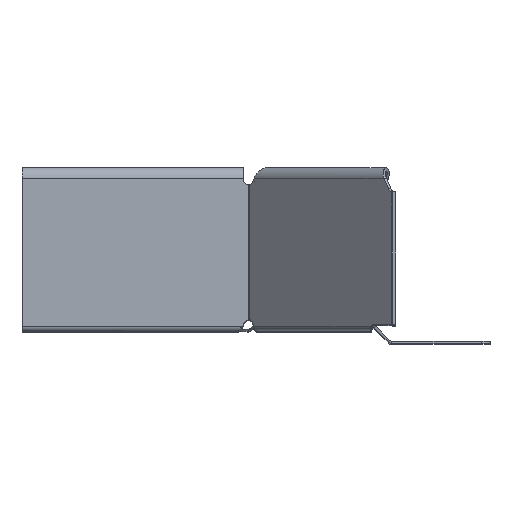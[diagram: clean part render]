
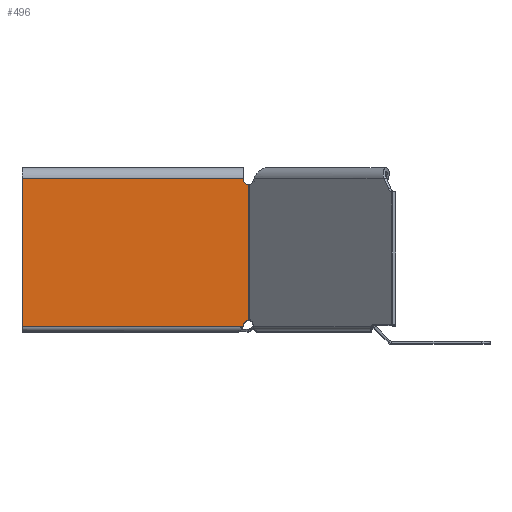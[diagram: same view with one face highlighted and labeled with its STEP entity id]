
A CAD part, top view. The second image highlights one B-rep face of the part: STEP entity #496.
In plain terms, the highlighted face is planar.
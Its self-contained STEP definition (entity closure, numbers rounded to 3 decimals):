
#45 = FACE_OUTER_BOUND ( 'NONE', #427, .T. ) ;
#98 = DIRECTION ( 'NONE',  ( 0., 1., 0. ) ) ;
#131 = EDGE_CURVE ( 'NONE', #2195, #1495, #1372, .T. ) ;
#239 = VERTEX_POINT ( 'NONE', #4463 ) ;
#280 = DIRECTION ( 'NONE',  ( 0., 1., 0. ) ) ;
#427 = EDGE_LOOP ( 'NONE', ( #3565, #2991, #460, #1877, #3103, #5422 ) ) ;
#460 = ORIENTED_EDGE ( 'NONE', *, *, #131, .T. ) ;
#479 = CARTESIAN_POINT ( 'NONE',  ( -206.54, 53.25, -6.75 ) ) ;
#489 = CARTESIAN_POINT ( 'NONE',  ( -79.35, 53.25, -6.75 ) ) ;
#496 = ADVANCED_FACE ( 'NONE', ( #45 ), #3005, .F. ) ;
#615 = DIRECTION ( 'NONE',  ( 0., 1., 0. ) ) ;
#655 = CARTESIAN_POINT ( 'NONE',  ( -206.54, 1.75, -6.75 ) ) ;
#775 = VECTOR ( 'NONE', #2371, 1000. ) ;
#819 = EDGE_CURVE ( 'NONE', #4408, #239, #1499, .T. ) ;
#857 = DIRECTION ( 'NONE',  ( 0., 0., 1. ) ) ;
#876 = VECTOR ( 'NONE', #1786, 1000. ) ;
#1213 = CARTESIAN_POINT ( 'NONE',  ( -79.35, 1.75, -6.75 ) ) ;
#1312 = CARTESIAN_POINT ( 'NONE',  ( -77.1, 53.25, -6.75 ) ) ;
#1372 = LINE ( 'NONE', #479, #876 ) ;
#1495 = VERTEX_POINT ( 'NONE', #2180 ) ;
#1499 = LINE ( 'NONE', #655, #775 ) ;
#1665 = CARTESIAN_POINT ( 'NONE',  ( -78.98, 51.031, -6.75 ) ) ;
#1786 = DIRECTION ( 'NONE',  ( 1., 0., 0. ) ) ;
#1877 = ORIENTED_EDGE ( 'NONE', *, *, #2432, .F. ) ;
#2024 = DIRECTION ( 'NONE',  ( 0., 0., -1. ) ) ;
#2138 = AXIS2_PLACEMENT_3D ( 'NONE', #4315, #857, #98 ) ;
#2180 = CARTESIAN_POINT ( 'NONE',  ( 0., 53.25, -6.75 ) ) ;
#2181 = AXIS2_PLACEMENT_3D ( 'NONE', #1213, #2024, #3761 ) ;
#2187 = CIRCLE ( 'NONE', #5402, 2.25 ) ;
#2195 = VERTEX_POINT ( 'NONE', #1312 ) ;
#2371 = DIRECTION ( 'NONE',  ( 1., 0., 0. ) ) ;
#2373 = EDGE_CURVE ( 'NONE', #3154, #3329, #3119, .T. ) ;
#2432 = EDGE_CURVE ( 'NONE', #239, #1495, #3291, .T. ) ;
#2591 = EDGE_CURVE ( 'NONE', #3154, #4408, #5564, .T. ) ;
#2788 = CARTESIAN_POINT ( 'NONE',  ( -77.1, 1.75, -6.75 ) ) ;
#2843 = CARTESIAN_POINT ( 'NONE',  ( -78.98, 3.969, -6.75 ) ) ;
#2991 = ORIENTED_EDGE ( 'NONE', *, *, #3143, .F. ) ;
#3005 = PLANE ( 'NONE',  #2138 ) ;
#3103 = ORIENTED_EDGE ( 'NONE', *, *, #819, .F. ) ;
#3119 = LINE ( 'NONE', #3587, #3811 ) ;
#3143 = EDGE_CURVE ( 'NONE', #2195, #3329, #2187, .T. ) ;
#3154 = VERTEX_POINT ( 'NONE', #2843 ) ;
#3275 = DIRECTION ( 'NONE',  ( 0., 0., -1. ) ) ;
#3291 = LINE ( 'NONE', #5445, #5300 ) ;
#3329 = VERTEX_POINT ( 'NONE', #1665 ) ;
#3565 = ORIENTED_EDGE ( 'NONE', *, *, #2373, .T. ) ;
#3587 = CARTESIAN_POINT ( 'NONE',  ( -78.98, 0., -6.75 ) ) ;
#3761 = DIRECTION ( 'NONE',  ( 0., 1., 0. ) ) ;
#3811 = VECTOR ( 'NONE', #615, 1000. ) ;
#4315 = CARTESIAN_POINT ( 'NONE',  ( -206.54, 0., -6.75 ) ) ;
#4408 = VERTEX_POINT ( 'NONE', #2788 ) ;
#4463 = CARTESIAN_POINT ( 'NONE',  ( 0., 1.75, -6.75 ) ) ;
#4970 = DIRECTION ( 'NONE',  ( 0., 1., 0. ) ) ;
#5300 = VECTOR ( 'NONE', #280, 1000. ) ;
#5402 = AXIS2_PLACEMENT_3D ( 'NONE', #489, #3275, #4970 ) ;
#5422 = ORIENTED_EDGE ( 'NONE', *, *, #2591, .F. ) ;
#5445 = CARTESIAN_POINT ( 'NONE',  ( 0., 0., -6.75 ) ) ;
#5564 = CIRCLE ( 'NONE', #2181, 2.25 ) ;
